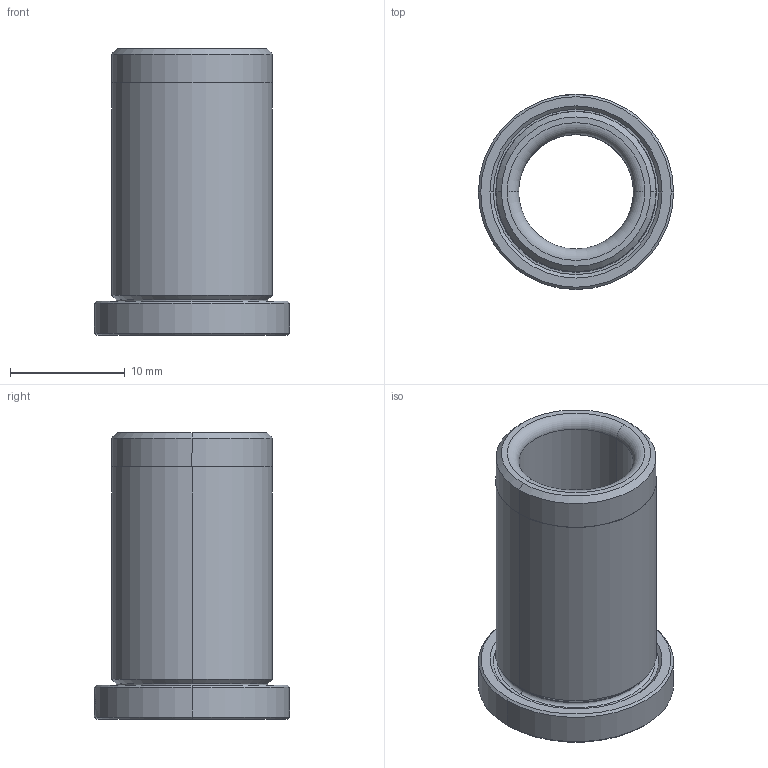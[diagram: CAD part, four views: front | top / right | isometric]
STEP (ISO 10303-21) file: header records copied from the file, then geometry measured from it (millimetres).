
FILE_DESCRIPTION (( 'STEP AP214' ), '1' );
FILE_NAME ('SGBH-D14-d10-25.step', '2022-07-05T04:00:20', ( 'User' ), ( 'china' ), 'SwSTEP 2.0', 'SolidWorks 2016', '' );
FILE_SCHEMA (( 'AUTOMOTIVE_DESIGN' ));
Length unit declared in the file: millimetre
Products named in the file (1): SGBH-D14-d10-25
Bounding box: 17 x 17 x 25 mm (x, y, z)
Volume: 2025.3 mm3; surface area: 2227.8 mm2
Topology: 1 solids, 1 shells, 59 faces, 132 edges, 80 vertices
Faces by surface type: cylinder 26, plane 13, cone 10, torus 10
Entity records: 1820 total; most frequent: CARTESIAN_POINT 474, DIRECTION 286, ORIENTED_EDGE 264, EDGE_CURVE 132, AXIS2_PLACEMENT_3D 118, VERTEX_POINT 80, EDGE_LOOP 66, FACE_OUTER_BOUND 59
